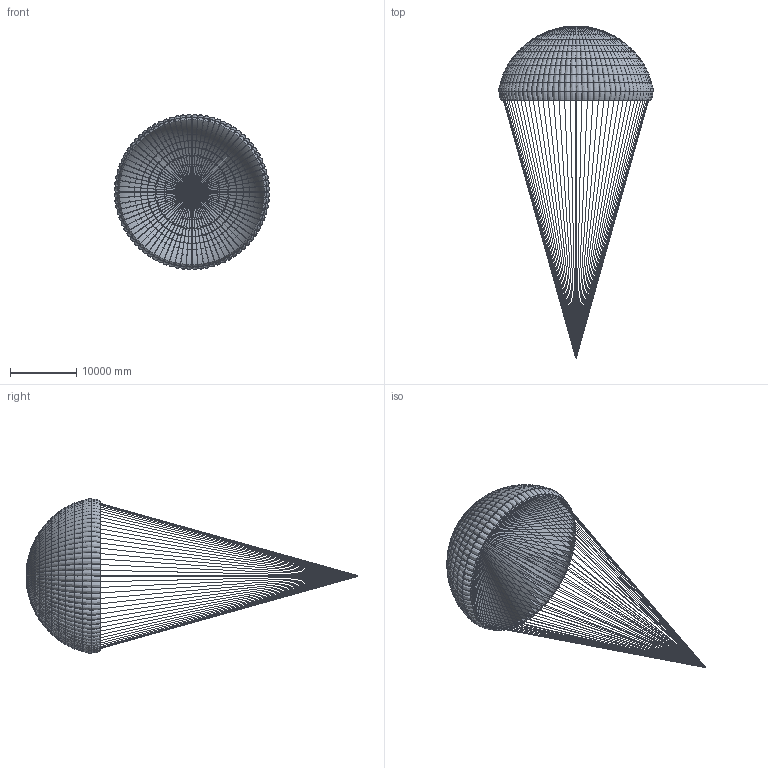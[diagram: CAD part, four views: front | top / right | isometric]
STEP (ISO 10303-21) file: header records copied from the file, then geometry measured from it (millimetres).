
FILE_DESCRIPTION (( 'STEP AP214' ), '1' );
FILE_NAME ('inflated main.STEP', '2012-01-07T23:26:02', ( 'admin' ), ( 'Microsoft' ), 'SwSTEP 2.0', 'SolidWorks 2011', '' );
FILE_SCHEMA (( 'AUTOMOTIVE_DESIGN' ));
Length unit declared in the file: inch
Products named in the file (5): gores white 2_-1; gore play_-501; gores orange 2_-1; gore play_-1; inflated main
Assembly tree (28 placements, depth 3):
  inflated main
    gores orange 2_-1  x10
      gore play_-1
    gores white 2_-1  x10
      gore play_-501
Bounding box: 23386.71 x 50046.41 x 23386.71 mm (x, y, z)
Surface area: 2636748239.1 mm2 (no closed solid volume)
Topology: 0 solids, 1200 shells, 1760 faces, 5520 edges, 4960 vertices
Faces by surface type: bspline 1200, plane 320, cylinder 160, cone 80
Entity records: 5072 total; most frequent: CARTESIAN_POINT 3377, ORIENTED_EDGE 164, EDGE_CURVE 134, DIRECTION 128, VERTEX_POINT 124, B_SPLINE_CURVE_WITH_KNOTS 108, AXIS2_PLACEMENT_3D 59, LENGTH_MEASURE_WITH_UNIT 47
